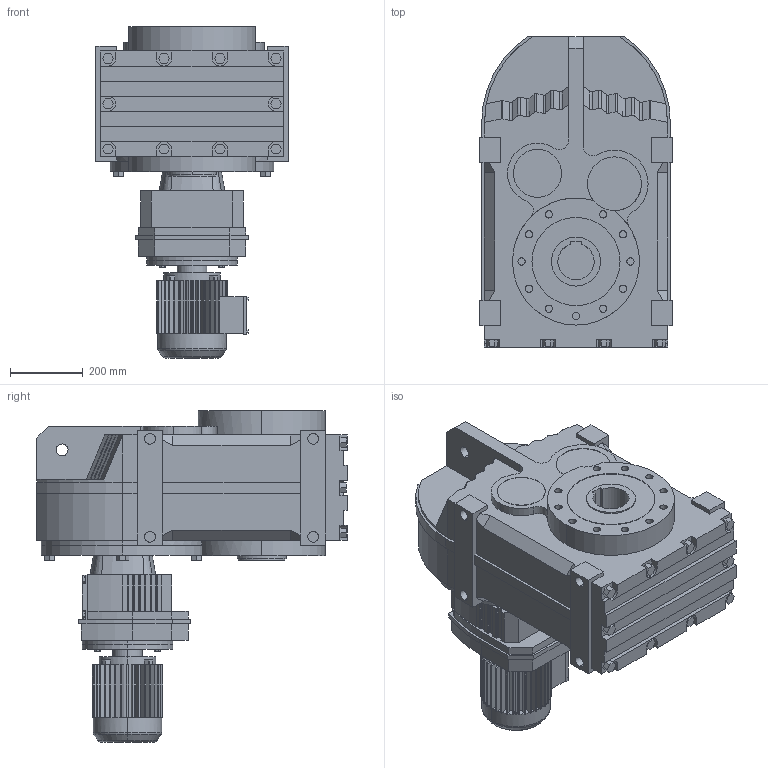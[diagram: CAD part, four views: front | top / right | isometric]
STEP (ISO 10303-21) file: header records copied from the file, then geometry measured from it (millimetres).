
FILE_DESCRIPTION(('Open CASCADE Model'),'2;1');
FILE_NAME('Open CASCADE Shape Model','2019-08-22T18:56:37',('Author'),( 'Open CASCADE'),'Open CASCADE STEP processor 6.3','Open CASCADE 6.3' ,'Unknown');
FILE_SCHEMA(('AUTOMOTIVE_DESIGN_CC2 { 1 2 10303 214 -1 1 5 4 }'));
Length unit declared in the file: millimetre
Products named in the file (5): 1_FA127R87-Y90S; FA27‵157_127.step; 萇儂_250_Y90S.step; R_127_87.step; す瑩諾陑粣F_127.step
Assembly tree (4 placements, depth 2):
  1_FA127R87-Y90S
    FA27‵157_127.step
    萇儂_250_Y90S.step
    R_127_87.step
    す瑩諾陑粣F_127.step
Bounding box: 530 x 856 x 915 mm (x, y, z)
Volume: 149232620.7 mm3; surface area: 3600602.2 mm2
Topology: 4 solids, 4 shells, 1035 faces, 2749 edges, 1798 vertices
Faces by surface type: plane 758, cylinder 247, bspline 16, cone 10, torus 4
Entity records: 69328 total; most frequent: CARTESIAN_POINT 16264, DIRECTION 9340, ORIENTED_EDGE 5498, PCURVE 5498, DEFINITIONAL_REPRESENTATION 5498, LINE 5471, VECTOR 5471, EDGE_CURVE 2749
